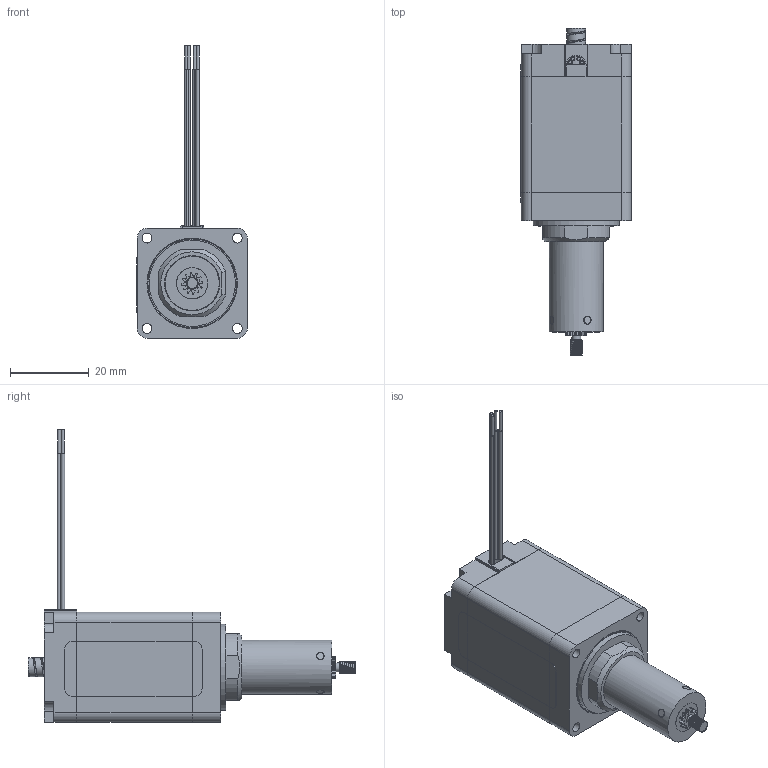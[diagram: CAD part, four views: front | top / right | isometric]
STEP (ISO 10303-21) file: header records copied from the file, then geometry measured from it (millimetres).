
FILE_DESCRIPTION(/* description */ (''),/* implementation_level */ '2;1');
FILE_NAME(/* name */ '11K22-25.stp',/* time_stamp */ '2020-08-27T09:11:06+08:00',/* author */ ('ly7227'),/* organization */ (''),/* preprocessor_version */ 'ST-DEVELOPER v16.1',/* originating_system */ 'Autodesk Inventor 2016',/* authorisation */ '');
FILE_SCHEMA (('AUTOMOTIVE_DESIGN { 1 0 10303 214 3 1 1 }'));
Products named in the file (28): 01-161-3; 01-162-3; 06-296; ; 12-015-1(11H2034前骨架改); 12-053(PCB板); 15-001-027(11H2034); 12-054-3(引出线后骨架L20.5）; 09-007-1（红）; 09-007-2（红白）; 09-007-3（绿）; 09-007-4（绿白）; 02-150-1; 07-009(687ZZ); 06-007预紧; 开口挡圈（内径3）; 07-036-3; 03-225-5(5.6转子磨削8）; 10-007隔磁片; 04-059-注塑螺母; 04-006-1; 转子总成; 丝杆; 04-601-3; 20，28花键轴 - 副本; 10-002(调整垫); 28双厚标签; 11K2216K4-100SMSEK5D-030
Assembly tree (33 placements, depth 3):
  11K2216K4-100SMSEK5D-030
    01-161-3
    01-162-3
    06-296
    02-150-1
  
      12-015-1(11H2034前骨架改)
      12-053(PCB板)
      15-001-027(11H2034)
      12-054-3(引出线后骨架L20.5）
      09-007-1（红）
      09-007-2（红白）
      09-007-3（绿）
      09-007-4（绿白）
    07-009(687ZZ)  x2
    06-007预紧  x2
    开口挡圈（内径3）
    转子总成
      07-036-3  x2
      03-225-5(5.6转子磨削8）  x4
      10-007隔磁片
      04-059-注塑螺母
      04-006-1
    丝杆
    04-601-3
    20，28花键轴 - 副本
    10-002(调整垫)
    28双厚标签
Bounding box: 28.1 x 83.3 x 74.5 mm (x, y, z)
Volume: 30386.4 mm3; surface area: 46624.6 mm2
Topology: 62 solids, 62 shells, 2887 faces, 8105 edges, 5389 vertices
Faces by surface type: plane 1518, cylinder 1319, bspline 40, cone 10
Full cylindrical faces by diameter (mm): 0.8 x4, 1 x2, 1.2 x28, 1.5 x16, 2 x13, 2.05 x1, 2.288 x1, 2.5 x4, 2.7 x2, 2.8 x4, 3 x10, 5 x4, 6.1 x1, 6.2 x1, 6.8 x1, 7 x4, 8 x9, 8.1 x2, 8.5 x3, 10 x4, 12 x6, 12.8 x2, 13 x1, 13.8 x7, 14 x8, 14.1 x1, 15.5 x1, 16 x2, 16.92 x2, 17 x1
Entity records: 84120 total; most frequent: CARTESIAN_POINT 25218, DIRECTION 12538, ORIENTED_EDGE 12040, EDGE_CURVE 6020, AXIS2_PLACEMENT_3D 4359, VERTEX_POINT 4073, LINE 3820, VECTOR 3820
